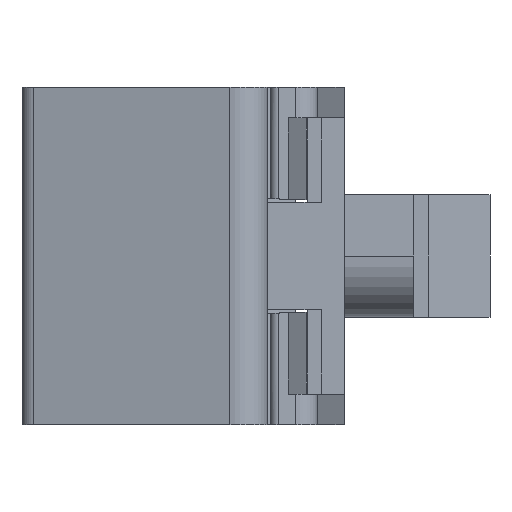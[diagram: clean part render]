
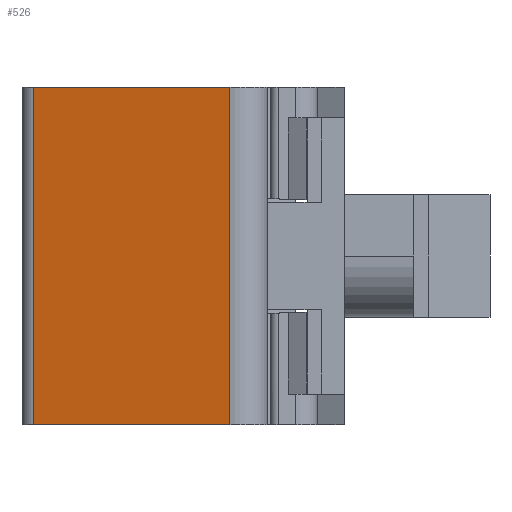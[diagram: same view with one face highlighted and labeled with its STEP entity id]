
A CAD part, left-side view. The second image highlights one B-rep face of the part: STEP entity #526.
In plain terms, the highlighted planar face has unit normal (-0.975, 0.224, 0).
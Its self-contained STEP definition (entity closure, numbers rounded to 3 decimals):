
#526=ADVANCED_FACE('',(#699),#700,.F.);
#699=FACE_OUTER_BOUND('',#1013,.T.);
#700=PLANE('',#1014);
#1013=EDGE_LOOP('',(#1415,#1416,#1417,#1418));
#1014=AXIS2_PLACEMENT_3D('',#1419,#1420,#1421);
#1415=ORIENTED_EDGE('',*,*,#2683,.T.);
#1416=ORIENTED_EDGE('',*,*,#2718,.F.);
#1417=ORIENTED_EDGE('',*,*,#2719,.F.);
#1418=ORIENTED_EDGE('',*,*,#2720,.T.);
#1419=CARTESIAN_POINT('',(-9.975,15.224,11.0));
#1420=DIRECTION('',(0.975,-0.224,0.0));
#1421=DIRECTION('',(0.0,0.0,-1.0));
#2683=EDGE_CURVE('',#3152,#3153,#3154,.T.);
#2718=EDGE_CURVE('',#3219,#3153,#3220,.T.);
#2719=EDGE_CURVE('',#3221,#3219,#3222,.T.);
#2720=EDGE_CURVE('',#3221,#3152,#3223,.T.);
#3152=VERTEX_POINT('',#3917);
#3153=VERTEX_POINT('',#3918);
#3154=LINE('',#3919,#3920);
#3219=VERTEX_POINT('',#4017);
#3220=LINE('',#4018,#4019);
#3221=VERTEX_POINT('',#4020);
#3222=LINE('',#4021,#4022);
#3223=LINE('',#4023,#4024);
#3917=CARTESIAN_POINT('',(-9.975,15.224,-11.0));
#3918=CARTESIAN_POINT('',(-12.91,2.448,-11.0));
#3919=CARTESIAN_POINT('',(-9.975,15.224,-11.0));
#3920=VECTOR('',#5023,1.0);
#4017=CARTESIAN_POINT('',(-12.91,2.448,11.0));
#4018=CARTESIAN_POINT('',(-12.91,2.448,11.0));
#4019=VECTOR('',#5062,1.0);
#4020=CARTESIAN_POINT('',(-9.975,15.224,11.0));
#4021=CARTESIAN_POINT('',(-9.975,15.224,11.0));
#4022=VECTOR('',#5063,1.0);
#4023=CARTESIAN_POINT('',(-9.975,15.224,11.0));
#4024=VECTOR('',#5064,1.0);
#5023=DIRECTION('',(-0.224,-0.975,0.0));
#5062=DIRECTION('',(0.0,0.0,-1.0));
#5063=DIRECTION('',(-0.224,-0.975,0.0));
#5064=DIRECTION('',(0.0,0.0,-1.0));
